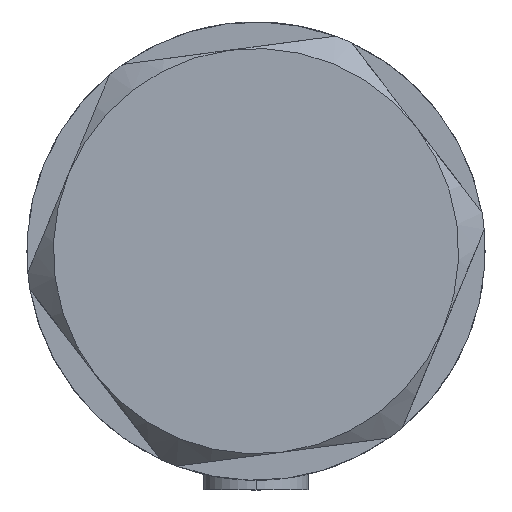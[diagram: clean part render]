
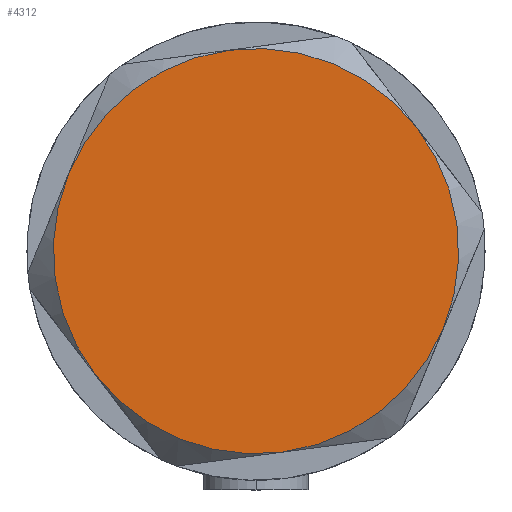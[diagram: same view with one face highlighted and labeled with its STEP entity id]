
A CAD part, left-side view. The second image highlights one B-rep face of the part: STEP entity #4312.
In plain terms, the highlighted face is planar.
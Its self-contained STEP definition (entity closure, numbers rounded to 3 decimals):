
#93 = CARTESIAN_POINT ( 'NONE',  ( -11.5, 19.919, 9. ) ) ;
#106 = DIRECTION ( 'NONE',  ( 0., 0., 1. ) ) ;
#194 = CARTESIAN_POINT ( 'NONE',  ( 23., 0., 9. ) ) ;
#341 = DIRECTION ( 'NONE',  ( 0., 0., 1. ) ) ;
#360 = AXIS2_PLACEMENT_3D ( 'NONE', #4471, #106, #453 ) ;
#365 = AXIS2_PLACEMENT_3D ( 'NONE', #1165, #2375, #382 ) ;
#382 = DIRECTION ( 'NONE',  ( 1., 0., 0. ) ) ;
#448 = CARTESIAN_POINT ( 'NONE',  ( 0., 0., 9. ) ) ;
#453 = DIRECTION ( 'NONE',  ( 1., 0., 0. ) ) ;
#507 = CARTESIAN_POINT ( 'NONE',  ( 0., 0., 9. ) ) ;
#573 = VERTEX_POINT ( 'NONE', #1104 ) ;
#945 = AXIS2_PLACEMENT_3D ( 'NONE', #1494, #341, #3106 ) ;
#1055 = ORIENTED_EDGE ( 'NONE', *, *, #5023, .T. ) ;
#1075 = CARTESIAN_POINT ( 'NONE',  ( 0., 0., 9. ) ) ;
#1104 = CARTESIAN_POINT ( 'NONE',  ( 11.5, 19.919, 9. ) ) ;
#1165 = CARTESIAN_POINT ( 'NONE',  ( 0., 0., 9. ) ) ;
#1466 = DIRECTION ( 'NONE',  ( 1., 0., 0. ) ) ;
#1494 = CARTESIAN_POINT ( 'NONE',  ( 0., 0., 9. ) ) ;
#1532 = CIRCLE ( 'NONE', #4493, 23. ) ;
#1554 = CARTESIAN_POINT ( 'NONE',  ( 0., 0., 9. ) ) ;
#1567 = DIRECTION ( 'NONE',  ( 0., 0., 1. ) ) ;
#1659 = VERTEX_POINT ( 'NONE', #3488 ) ;
#1946 = AXIS2_PLACEMENT_3D ( 'NONE', #507, #3349, #2556 ) ;
#2116 = EDGE_CURVE ( 'NONE', #3812, #573, #5058, .T. ) ;
#2299 = ORIENTED_EDGE ( 'NONE', *, *, #2897, .T. ) ;
#2375 = DIRECTION ( 'NONE',  ( 0., 0., 1. ) ) ;
#2443 = ORIENTED_EDGE ( 'NONE', *, *, #2116, .T. ) ;
#2556 = DIRECTION ( 'NONE',  ( 1., 0., 0. ) ) ;
#2603 = VERTEX_POINT ( 'NONE', #93 ) ;
#2629 = CIRCLE ( 'NONE', #365, 23. ) ;
#2777 = VERTEX_POINT ( 'NONE', #3832 ) ;
#2810 = CIRCLE ( 'NONE', #3479, 23. ) ;
#2887 = CIRCLE ( 'NONE', #3549, 23. ) ;
#2897 = EDGE_CURVE ( 'NONE', #2777, #3812, #4148, .T. ) ;
#3002 = ORIENTED_EDGE ( 'NONE', *, *, #4516, .T. ) ;
#3106 = DIRECTION ( 'NONE',  ( 1., 0., 0. ) ) ;
#3294 = EDGE_CURVE ( 'NONE', #4202, #2777, #1532, .T. ) ;
#3349 = DIRECTION ( 'NONE',  ( 0., 0., 1. ) ) ;
#3479 = AXIS2_PLACEMENT_3D ( 'NONE', #1554, #3984, #5193 ) ;
#3488 = CARTESIAN_POINT ( 'NONE',  ( -23., 0., 9. ) ) ;
#3549 = AXIS2_PLACEMENT_3D ( 'NONE', #448, #1567, #3656 ) ;
#3656 = DIRECTION ( 'NONE',  ( 1., 0., 0. ) ) ;
#3812 = VERTEX_POINT ( 'NONE', #194 ) ;
#3832 = CARTESIAN_POINT ( 'NONE',  ( 11.5, -19.919, 9. ) ) ;
#3922 = PLANE ( 'NONE',  #945 ) ;
#3984 = DIRECTION ( 'NONE',  ( 0., 0., 1. ) ) ;
#4148 = CIRCLE ( 'NONE', #1946, 23. ) ;
#4201 = DIRECTION ( 'NONE',  ( 0., 0., 1. ) ) ;
#4202 = VERTEX_POINT ( 'NONE', #4548 ) ;
#4312 = ADVANCED_FACE ( 'NONE', ( #4755 ), #3922, .T. ) ;
#4471 = CARTESIAN_POINT ( 'NONE',  ( 0., 0., 9. ) ) ;
#4493 = AXIS2_PLACEMENT_3D ( 'NONE', #1075, #4201, #1466 ) ;
#4516 = EDGE_CURVE ( 'NONE', #2603, #1659, #2887, .T. ) ;
#4548 = CARTESIAN_POINT ( 'NONE',  ( -11.5, -19.919, 9. ) ) ;
#4626 = ORIENTED_EDGE ( 'NONE', *, *, #5110, .T. ) ;
#4749 = ORIENTED_EDGE ( 'NONE', *, *, #3294, .T. ) ;
#4755 = FACE_OUTER_BOUND ( 'NONE', #4830, .T. ) ;
#4830 = EDGE_LOOP ( 'NONE', ( #2299, #2443, #4626, #3002, #1055, #4749 ) ) ;
#5023 = EDGE_CURVE ( 'NONE', #1659, #4202, #2629, .T. ) ;
#5058 = CIRCLE ( 'NONE', #360, 23. ) ;
#5110 = EDGE_CURVE ( 'NONE', #573, #2603, #2810, .T. ) ;
#5193 = DIRECTION ( 'NONE',  ( 1., 0., 0. ) ) ;
